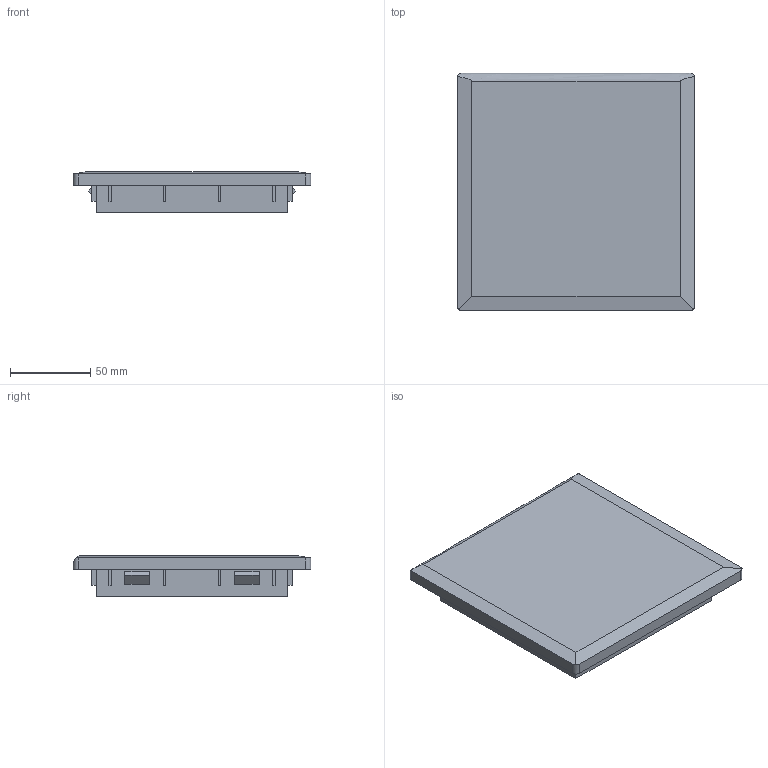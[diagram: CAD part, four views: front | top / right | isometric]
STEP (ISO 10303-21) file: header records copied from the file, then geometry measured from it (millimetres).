
FILE_DESCRIPTION (( 'STEP AP214' ), '1' );
FILE_NAME ('YVR10D-EF-65-55.STEP', '2024-06-11T10:44:56', ( '' ), ( '' ), 'SwSTEP 2.0', 'SolidWorks 2022', '' );
FILE_SCHEMA (( 'AUTOMOTIVE_DESIGN' ));
Length unit declared in the file: millimetre
Products named in the file (1): YVR10D-EF-65-55
Bounding box: 148 x 148 x 25.5 mm (x, y, z)
Volume: 424760.3 mm3; surface area: 57744.5 mm2
Topology: 1 solids, 1 shells, 127 faces, 336 edges, 224 vertices
Faces by surface type: plane 106, cylinder 20, bspline 1
Entity records: 4070 total; most frequent: CARTESIAN_POINT 872, ORIENTED_EDGE 672, DIRECTION 614, EDGE_CURVE 336, LINE 288, VECTOR 288, VERTEX_POINT 224, AXIS2_PLACEMENT_3D 163
